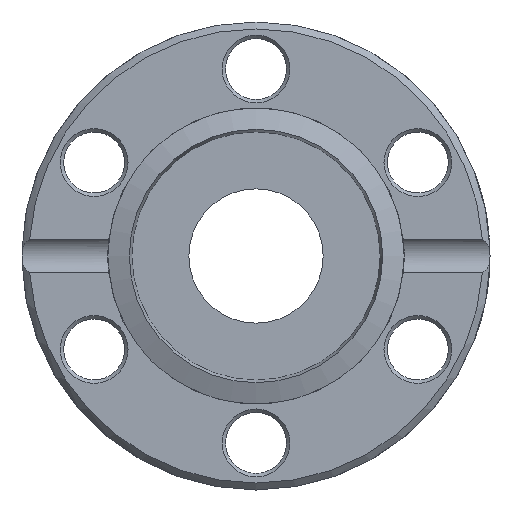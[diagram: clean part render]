
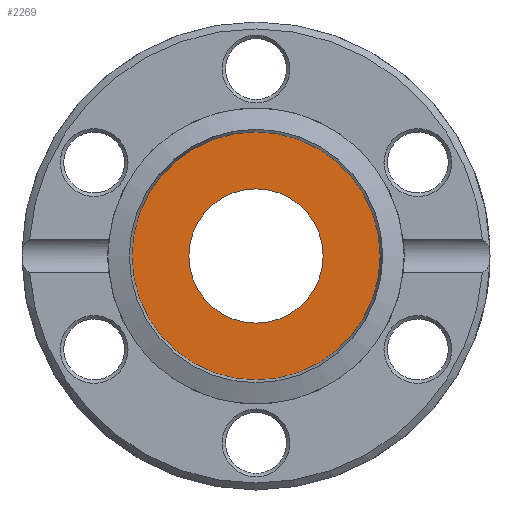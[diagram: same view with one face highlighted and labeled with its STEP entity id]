
A CAD part, front view. The second image highlights one B-rep face of the part: STEP entity #2269.
In plain terms, the highlighted planar face has unit normal (0, -1, 0).
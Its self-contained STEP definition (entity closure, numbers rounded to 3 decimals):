
#63=PLANE('',#2485);
#176=FACE_BOUND('',#743,.T.);
#562=FACE_OUTER_BOUND('',#742,.T.);
#742=EDGE_LOOP('',(#2113));
#743=EDGE_LOOP('',(#2114));
#827=CIRCLE('',#2484,4.85);
#828=CIRCLE('',#2486,8.964);
#1153=VERTEX_POINT('',#5383);
#1154=VERTEX_POINT('',#5386);
#1474=EDGE_CURVE('',#1153,#1153,#827,.T.);
#1475=EDGE_CURVE('',#1154,#1154,#828,.T.);
#2113=ORIENTED_EDGE('',*,*,#1475,.F.);
#2114=ORIENTED_EDGE('',*,*,#1474,.T.);
#2269=ADVANCED_FACE('',(#562,#176),#63,.T.);
#2484=AXIS2_PLACEMENT_3D('',#5384,#2991,#2992);
#2485=AXIS2_PLACEMENT_3D('',#5385,#2993,#2994);
#2486=AXIS2_PLACEMENT_3D('',#5387,#2995,#2996);
#2991=DIRECTION('center_axis',(0.,1.,0.));
#2992=DIRECTION('ref_axis',(1.,0.,0.));
#2993=DIRECTION('center_axis',(0.,-1.,0.));
#2994=DIRECTION('ref_axis',(0.,0.,-1.));
#2995=DIRECTION('center_axis',(0.,1.,0.));
#2996=DIRECTION('ref_axis',(1.,0.,0.));
#5383=CARTESIAN_POINT('',(-4.85,1.17,0.));
#5384=CARTESIAN_POINT('Origin',(0.,1.17,0.));
#5385=CARTESIAN_POINT('Origin',(-8.964,1.17,0.));
#5386=CARTESIAN_POINT('',(-8.964,1.17,0.));
#5387=CARTESIAN_POINT('Origin',(0.,1.17,0.));
